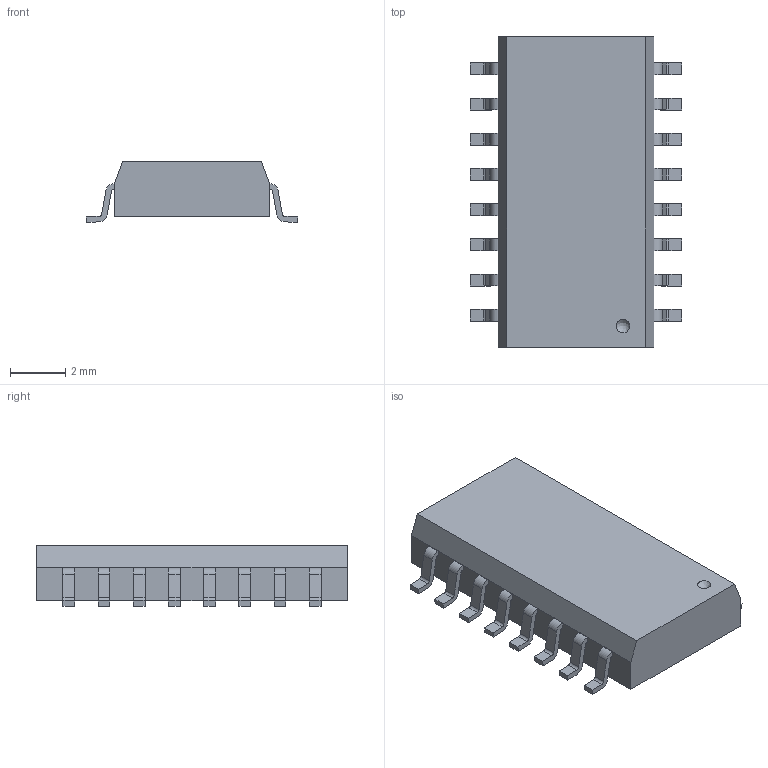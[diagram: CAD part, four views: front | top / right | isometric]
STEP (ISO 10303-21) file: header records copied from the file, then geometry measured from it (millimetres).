
FILE_DESCRIPTION (( 'STEP AP214' ), '1' );
FILE_NAME ('User Library-SOM16_220mil (5.6mm).STEP', '2015-03-12T10:42:27', ( 'Windows User' ), ( '' ), 'SwSTEP 2.0', 'SolidWorks 2015', '' );
FILE_SCHEMA (( 'AUTOMOTIVE_DESIGN' ));
Length unit declared in the file: millimetre
Products named in the file (3): User Library-SOM16_220mil (5.6mm)_Foot SOM16; User Library-SOM16_220mil (5.6mm)_SOM16 Body; User Library-SOM16_220mil (5.6mm)
Assembly tree (29 placements, depth 2):
  User Library-SOM16_220mil (5.6mm)
    User Library-SOM16_220mil (5.6mm)_SOM16 Body
    User Library-SOM16_220mil (5.6mm)_Foot SOM16  x28
Bounding box: 7.62 x 11.2 x 2.2 mm (x, y, z)
Volume: 127.3 mm3; surface area: 257.9 mm2
Topology: 29 solids, 29 shells, 401 faces, 1028 edges, 686 vertices
Faces by surface type: plane 288, cylinder 112, bspline 1
Entity records: 1278 total; most frequent: CARTESIAN_POINT 182, DIRECTION 170, ORIENTED_EDGE 112, AXIS2_PLACEMENT_3D 62, EDGE_CURVE 56, LINE 46, VECTOR 46, VERTEX_POINT 38
